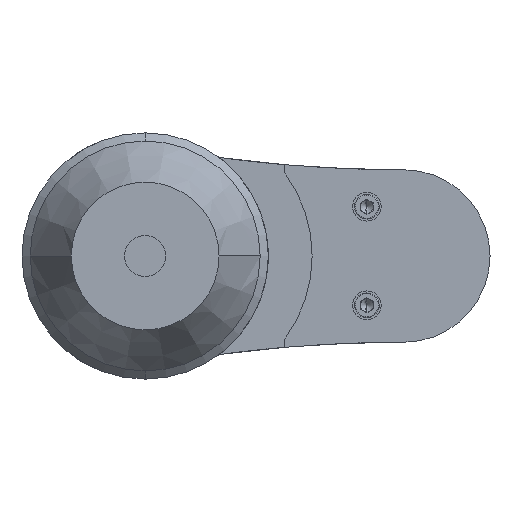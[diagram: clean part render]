
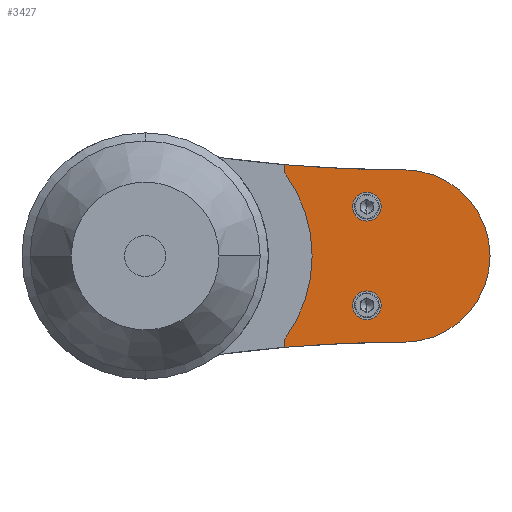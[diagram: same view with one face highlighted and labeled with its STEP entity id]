
A CAD part, left-side view. The second image highlights one B-rep face of the part: STEP entity #3427.
In plain terms, the highlighted planar face has unit normal (-1, 0, 0).
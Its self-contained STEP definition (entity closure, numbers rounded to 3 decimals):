
#276 = DIRECTION ( 'NONE',  ( -1., 0., 0. ) ) ;
#290 = PLANE ( 'NONE',  #5952 ) ;
#317 = AXIS2_PLACEMENT_3D ( 'NONE', #1388, #3696, #902 ) ;
#353 = EDGE_LOOP ( 'NONE', ( #2319, #4028, #5365, #6071, #2850, #866 ) ) ;
#412 = CARTESIAN_POINT ( 'NONE',  ( 111.913, -31.5, -10.5 ) ) ;
#661 = AXIS2_PLACEMENT_3D ( 'NONE', #5745, #5142, #3365 ) ;
#670 = DIRECTION ( 'NONE',  ( 0., 0., -1. ) ) ;
#702 = CARTESIAN_POINT ( 'NONE',  ( 111.913, -27., 6. ) ) ;
#753 = EDGE_CURVE ( 'NONE', #1906, #5466, #6337, .T. ) ;
#770 = VERTEX_POINT ( 'NONE', #5990 ) ;
#775 = CIRCLE ( 'NONE', #4989, 1.75 ) ;
#833 = CARTESIAN_POINT ( 'NONE',  ( 111.913, -17., 10.118 ) ) ;
#866 = ORIENTED_EDGE ( 'NONE', *, *, #6541, .F. ) ;
#902 = DIRECTION ( 'NONE',  ( 0., 0., -1. ) ) ;
#921 = VERTEX_POINT ( 'NONE', #5875 ) ;
#967 = EDGE_CURVE ( 'NONE', #921, #6093, #1283, .T. ) ;
#969 = CARTESIAN_POINT ( 'NONE',  ( 111.913, -17., -11.121 ) ) ;
#1008 = DIRECTION ( 'NONE',  ( 0., 0., -1. ) ) ;
#1202 = CARTESIAN_POINT ( 'NONE',  ( 111.913, -17., 10.118 ) ) ;
#1283 = CIRCLE ( 'NONE', #6214, 17. ) ;
#1317 = CIRCLE ( 'NONE', #4461, 10.5 ) ;
#1327 = VECTOR ( 'NONE', #7458, 1000. ) ;
#1388 = CARTESIAN_POINT ( 'NONE',  ( 111.913, -27., -6. ) ) ;
#1440 = ORIENTED_EDGE ( 'NONE', *, *, #753, .F. ) ;
#1659 = DIRECTION ( 'NONE',  ( 0., 0., 1. ) ) ;
#1692 = LINE ( 'NONE', #1202, #5783 ) ;
#1831 = VERTEX_POINT ( 'NONE', #6241 ) ;
#1906 = VERTEX_POINT ( 'NONE', #4447 ) ;
#1925 = CARTESIAN_POINT ( 'NONE',  ( 111.913, -27., 7.75 ) ) ;
#2022 = DIRECTION ( 'NONE',  ( 1., 0., 0. ) ) ;
#2194 = CARTESIAN_POINT ( 'NONE',  ( 111.913, -17., -11.121 ) ) ;
#2319 = ORIENTED_EDGE ( 'NONE', *, *, #5155, .F. ) ;
#2421 = CARTESIAN_POINT ( 'NONE',  ( 111.913, -27., -7.75 ) ) ;
#2849 = DIRECTION ( 'NONE',  ( 0., 0., -1. ) ) ;
#2850 = ORIENTED_EDGE ( 'NONE', *, *, #967, .F. ) ;
#3155 = FACE_BOUND ( 'NONE', #5046, .T. ) ;
#3365 = DIRECTION ( 'NONE',  ( 0., 0., -1. ) ) ;
#3425 = CARTESIAN_POINT ( 'NONE',  ( 111.913, -27., -6. ) ) ;
#3427 = ADVANCED_FACE ( 'NONE', ( #6699, #3155, #5461 ), #290, .F. ) ;
#3478 = EDGE_CURVE ( 'NONE', #7319, #3829, #775, .T. ) ;
#3696 = DIRECTION ( 'NONE',  ( -1., 0., 0. ) ) ;
#3813 = EDGE_CURVE ( 'NONE', #3829, #7319, #6077, .T. ) ;
#3829 = VERTEX_POINT ( 'NONE', #6838 ) ;
#3835 = ORIENTED_EDGE ( 'NONE', *, *, #3478, .F. ) ;
#3837 = LINE ( 'NONE', #969, #1327 ) ;
#3895 = CARTESIAN_POINT ( 'NONE',  ( 111.913, -31.5, -180. ) ) ;
#4028 = ORIENTED_EDGE ( 'NONE', *, *, #6154, .F. ) ;
#4335 = AXIS2_PLACEMENT_3D ( 'NONE', #3895, #5704, #1659 ) ;
#4447 = CARTESIAN_POINT ( 'NONE',  ( 111.913, -27., -4.25 ) ) ;
#4461 = AXIS2_PLACEMENT_3D ( 'NONE', #7312, #6823, #6671 ) ;
#4472 = AXIS2_PLACEMENT_3D ( 'NONE', #7215, #276, #6538 ) ;
#4557 = CIRCLE ( 'NONE', #6005, 1.75 ) ;
#4581 = EDGE_LOOP ( 'NONE', ( #6007, #3835 ) ) ;
#4593 = DIRECTION ( 'NONE',  ( -1., 0., 0. ) ) ;
#4637 = DIRECTION ( 'NONE',  ( -1., 0., 0. ) ) ;
#4666 = EDGE_CURVE ( 'NONE', #5466, #1906, #4557, .T. ) ;
#4799 = ORIENTED_EDGE ( 'NONE', *, *, #4666, .F. ) ;
#4989 = AXIS2_PLACEMENT_3D ( 'NONE', #702, #5271, #1008 ) ;
#5046 = EDGE_LOOP ( 'NONE', ( #4799, #1440 ) ) ;
#5142 = DIRECTION ( 'NONE',  ( -1., 0., 0. ) ) ;
#5155 = EDGE_CURVE ( 'NONE', #7376, #6912, #6125, .T. ) ;
#5162 = CARTESIAN_POINT ( 'NONE',  ( 111.913, -3.339, 0. ) ) ;
#5167 = DIRECTION ( 'NONE',  ( 0., 0., 1. ) ) ;
#5271 = DIRECTION ( 'NONE',  ( -1., 0., 0. ) ) ;
#5365 = ORIENTED_EDGE ( 'NONE', *, *, #6810, .F. ) ;
#5461 = FACE_OUTER_BOUND ( 'NONE', #353, .T. ) ;
#5466 = VERTEX_POINT ( 'NONE', #2421 ) ;
#5704 = DIRECTION ( 'NONE',  ( -1., 0., 0. ) ) ;
#5745 = CARTESIAN_POINT ( 'NONE',  ( 111.913, -27., 6. ) ) ;
#5783 = VECTOR ( 'NONE', #5167, 1000. ) ;
#5875 = CARTESIAN_POINT ( 'NONE',  ( 111.913, -17., -10.118 ) ) ;
#5952 = AXIS2_PLACEMENT_3D ( 'NONE', #7194, #2022, #6623 ) ;
#5990 = CARTESIAN_POINT ( 'NONE',  ( 111.913, -31.5, 10.5 ) ) ;
#6005 = AXIS2_PLACEMENT_3D ( 'NONE', #3425, #4637, #2849 ) ;
#6007 = ORIENTED_EDGE ( 'NONE', *, *, #3813, .F. ) ;
#6071 = ORIENTED_EDGE ( 'NONE', *, *, #6305, .F. ) ;
#6077 = CIRCLE ( 'NONE', #661, 1.75 ) ;
#6093 = VERTEX_POINT ( 'NONE', #833 ) ;
#6125 = CIRCLE ( 'NONE', #4335, 169.5 ) ;
#6154 = EDGE_CURVE ( 'NONE', #770, #7376, #1317, .T. ) ;
#6214 = AXIS2_PLACEMENT_3D ( 'NONE', #5162, #4593, #670 ) ;
#6241 = CARTESIAN_POINT ( 'NONE',  ( 111.913, -17., 11.121 ) ) ;
#6305 = EDGE_CURVE ( 'NONE', #6093, #1831, #1692, .T. ) ;
#6337 = CIRCLE ( 'NONE', #317, 1.75 ) ;
#6538 = DIRECTION ( 'NONE',  ( 0., 0., -1. ) ) ;
#6541 = EDGE_CURVE ( 'NONE', #6912, #921, #3837, .T. ) ;
#6623 = DIRECTION ( 'NONE',  ( 0., 0., 1. ) ) ;
#6671 = DIRECTION ( 'NONE',  ( 0., 0., -1. ) ) ;
#6699 = FACE_BOUND ( 'NONE', #4581, .T. ) ;
#6810 = EDGE_CURVE ( 'NONE', #1831, #770, #7228, .T. ) ;
#6823 = DIRECTION ( 'NONE',  ( 1., 0., 0. ) ) ;
#6838 = CARTESIAN_POINT ( 'NONE',  ( 111.913, -27., 4.25 ) ) ;
#6912 = VERTEX_POINT ( 'NONE', #2194 ) ;
#7194 = CARTESIAN_POINT ( 'NONE',  ( 111.913, -31.5, -180. ) ) ;
#7215 = CARTESIAN_POINT ( 'NONE',  ( 111.913, -31.5, 180. ) ) ;
#7228 = CIRCLE ( 'NONE', #4472, 169.5 ) ;
#7312 = CARTESIAN_POINT ( 'NONE',  ( 111.913, -31.5, 0. ) ) ;
#7319 = VERTEX_POINT ( 'NONE', #1925 ) ;
#7376 = VERTEX_POINT ( 'NONE', #412 ) ;
#7458 = DIRECTION ( 'NONE',  ( 0., 0., 1. ) ) ;
